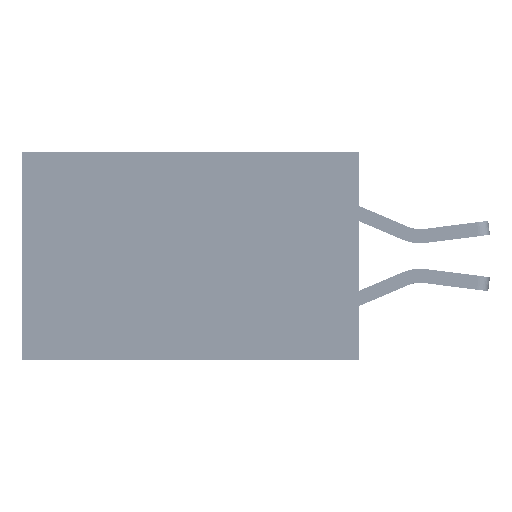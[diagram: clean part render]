
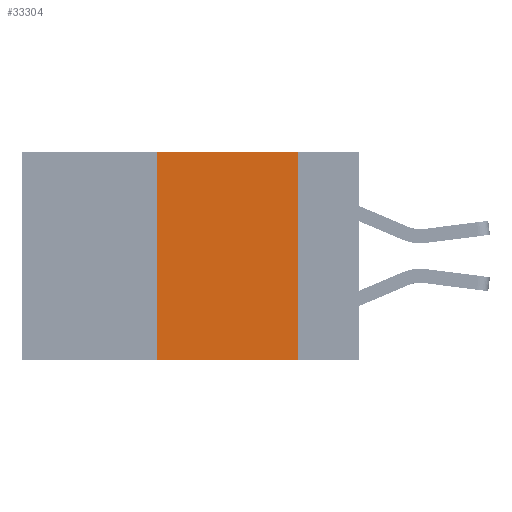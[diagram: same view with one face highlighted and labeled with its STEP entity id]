
A CAD part, left-side view. The second image highlights one B-rep face of the part: STEP entity #33304.
In plain terms, the highlighted planar face has unit normal (-1, 0, 0).
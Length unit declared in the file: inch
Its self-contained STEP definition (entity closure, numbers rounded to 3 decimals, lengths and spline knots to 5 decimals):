
#19 = EDGE_CURVE ( 'NONE', #44742, #36300, #39053, .T. ) ;
#1077 = CARTESIAN_POINT ( 'NONE',  ( 0., 0.6, -0.37 ) ) ;
#1995 = VERTEX_POINT ( 'NONE', #48678 ) ;
#2019 = LINE ( 'NONE', #43575, #40733 ) ;
#3018 = VECTOR ( 'NONE', #42725, 39.37008 ) ;
#3124 = ORIENTED_EDGE ( 'NONE', *, *, #5976, .F. ) ;
#5976 = EDGE_CURVE ( 'NONE', #44742, #1995, #19959, .T. ) ;
#7207 = DIRECTION ( 'NONE',  ( 0., 0., -1. ) ) ;
#7853 = DIRECTION ( 'NONE',  ( 0., 0., -1. ) ) ;
#12296 = CARTESIAN_POINT ( 'NONE',  ( 0., 0.36, 0. ) ) ;
#12954 = FACE_OUTER_BOUND ( 'NONE', #21283, .T. ) ;
#17527 = CARTESIAN_POINT ( 'NONE',  ( 0., 0.11, -0.37 ) ) ;
#19221 = EDGE_CURVE ( 'NONE', #49221, #36300, #2019, .T. ) ;
#19622 = DIRECTION ( 'NONE',  ( 0., 0., 1. ) ) ;
#19959 = LINE ( 'NONE', #12296, #23697 ) ;
#21283 = EDGE_LOOP ( 'NONE', ( #27450, #42960, #3124, #48053 ) ) ;
#21717 = LINE ( 'NONE', #34527, #3018 ) ;
#23697 = VECTOR ( 'NONE', #19622, 39.37008 ) ;
#26611 = CARTESIAN_POINT ( 'NONE',  ( 0., 0.11, 0. ) ) ;
#27114 = DIRECTION ( 'NONE',  ( 1., 0., 0. ) ) ;
#27450 = ORIENTED_EDGE ( 'NONE', *, *, #19221, .F. ) ;
#27912 = EDGE_CURVE ( 'NONE', #1995, #49221, #21717, .T. ) ;
#29412 = DIRECTION ( 'NONE',  ( 0., -1., 0. ) ) ;
#33304 = ADVANCED_FACE ( 'NONE', ( #12954 ), #50909, .F. ) ;
#34527 = CARTESIAN_POINT ( 'NONE',  ( 0., 0.6, 0. ) ) ;
#34584 = CARTESIAN_POINT ( 'NONE',  ( 0., 0.6, 0. ) ) ;
#36300 = VERTEX_POINT ( 'NONE', #17527 ) ;
#39053 = LINE ( 'NONE', #1077, #48359 ) ;
#40733 = VECTOR ( 'NONE', #7853, 39.37008 ) ;
#40989 = CARTESIAN_POINT ( 'NONE',  ( 0., 0.36, -0.37 ) ) ;
#42725 = DIRECTION ( 'NONE',  ( 0., -1., 0. ) ) ;
#42960 = ORIENTED_EDGE ( 'NONE', *, *, #27912, .F. ) ;
#43575 = CARTESIAN_POINT ( 'NONE',  ( 0., 0.11, 0. ) ) ;
#44138 = AXIS2_PLACEMENT_3D ( 'NONE', #34584, #27114, #7207 ) ;
#44742 = VERTEX_POINT ( 'NONE', #40989 ) ;
#48053 = ORIENTED_EDGE ( 'NONE', *, *, #19, .T. ) ;
#48359 = VECTOR ( 'NONE', #29412, 39.37008 ) ;
#48678 = CARTESIAN_POINT ( 'NONE',  ( 0., 0.36, 0. ) ) ;
#49221 = VERTEX_POINT ( 'NONE', #26611 ) ;
#50909 = PLANE ( 'NONE',  #44138 ) ;
